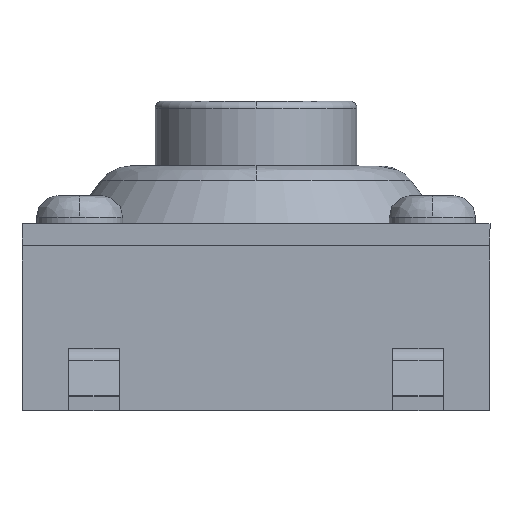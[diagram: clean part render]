
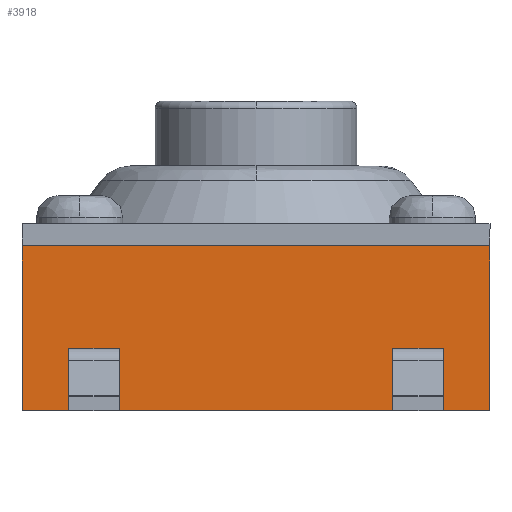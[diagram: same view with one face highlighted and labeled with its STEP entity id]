
A CAD part, left-side view. The second image highlights one B-rep face of the part: STEP entity #3918.
In plain terms, the highlighted planar face has unit normal (-1, 0, 0).
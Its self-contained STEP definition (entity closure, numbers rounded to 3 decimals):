
#16 = DIRECTION ( 'NONE',  ( 0., 1., 0. ) ) ;
#19 = VECTOR ( 'NONE', #407, 1000. ) ;
#51 = ORIENTED_EDGE ( 'NONE', *, *, #1995, .T. ) ;
#86 = VECTOR ( 'NONE', #3855, 1000. ) ;
#110 = VECTOR ( 'NONE', #1849, 1000. ) ;
#243 = ORIENTED_EDGE ( 'NONE', *, *, #1682, .T. ) ;
#270 = ORIENTED_EDGE ( 'NONE', *, *, #846, .F. ) ;
#271 = VECTOR ( 'NONE', #3748, 1000. ) ;
#278 = ORIENTED_EDGE ( 'NONE', *, *, #2173, .T. ) ;
#315 = VECTOR ( 'NONE', #1828, 1000. ) ;
#330 = VERTEX_POINT ( 'NONE', #3396 ) ;
#365 = LINE ( 'NONE', #2188, #315 ) ;
#407 = DIRECTION ( 'NONE',  ( 0., -1., 0. ) ) ;
#444 = LINE ( 'NONE', #1230, #110 ) ;
#449 = LINE ( 'NONE', #963, #271 ) ;
#454 = ORIENTED_EDGE ( 'NONE', *, *, #825, .F. ) ;
#470 = CARTESIAN_POINT ( 'NONE',  ( -3.25, 0., 0.667 ) ) ;
#524 = CARTESIAN_POINT ( 'NONE',  ( -3.25, 0., 0.667 ) ) ;
#655 = CARTESIAN_POINT ( 'NONE',  ( -3.25, 2.6, 0.667 ) ) ;
#680 = LINE ( 'NONE', #3246, #2645 ) ;
#705 = ORIENTED_EDGE ( 'NONE', *, *, #1480, .F. ) ;
#800 = ORIENTED_EDGE ( 'NONE', *, *, #3001, .F. ) ;
#825 = EDGE_CURVE ( 'NONE', #330, #3614, #680, .T. ) ;
#846 = EDGE_CURVE ( 'NONE', #1242, #2587, #1732, .T. ) ;
#963 = CARTESIAN_POINT ( 'NONE',  ( -3.25, 0., 0. ) ) ;
#1017 = CARTESIAN_POINT ( 'NONE',  ( -3.25, 3.25, 0. ) ) ;
#1085 = CARTESIAN_POINT ( 'NONE',  ( -3.25, -3.25, 0. ) ) ;
#1102 = CARTESIAN_POINT ( 'NONE',  ( -3.25, 0., 0.867 ) ) ;
#1107 = VERTEX_POINT ( 'NONE', #655 ) ;
#1138 = DIRECTION ( 'NONE',  ( 0., 1., 0. ) ) ;
#1159 = AXIS2_PLACEMENT_3D ( 'NONE', #1513, #1507, #1503 ) ;
#1197 = VERTEX_POINT ( 'NONE', #2744 ) ;
#1230 = CARTESIAN_POINT ( 'NONE',  ( -3.25, -2.6, 0. ) ) ;
#1242 = VERTEX_POINT ( 'NONE', #3340 ) ;
#1250 = EDGE_CURVE ( 'NONE', #2675, #1746, #449, .T. ) ;
#1367 = EDGE_LOOP ( 'NONE', ( #3186, #454, #2584, #800 ) ) ;
#1448 = EDGE_LOOP ( 'NONE', ( #3489, #243, #278, #51 ) ) ;
#1463 = EDGE_CURVE ( 'NONE', #3614, #1107, #365, .T. ) ;
#1480 = EDGE_CURVE ( 'NONE', #2587, #1487, #444, .T. ) ;
#1487 = VERTEX_POINT ( 'NONE', #3754 ) ;
#1500 = CARTESIAN_POINT ( 'NONE',  ( -3.25, -2.6, 0.667 ) ) ;
#1503 = DIRECTION ( 'NONE',  ( 0., -1., 0. ) ) ;
#1507 = DIRECTION ( 'NONE',  ( -1., 0., 0. ) ) ;
#1509 = VECTOR ( 'NONE', #2735, 1000. ) ;
#1513 = CARTESIAN_POINT ( 'NONE',  ( -3.25, 0., 0. ) ) ;
#1530 = FACE_BOUND ( 'NONE', #1367, .T. ) ;
#1672 = CARTESIAN_POINT ( 'NONE',  ( -3.25, 1.9, 0.667 ) ) ;
#1682 = EDGE_CURVE ( 'NONE', #1746, #1197, #3170, .T. ) ;
#1724 = CARTESIAN_POINT ( 'NONE',  ( -3.25, -1.9, 0. ) ) ;
#1732 = LINE ( 'NONE', #470, #86 ) ;
#1746 = VERTEX_POINT ( 'NONE', #1085 ) ;
#1750 = DIRECTION ( 'NONE',  ( 0., 0., -1. ) ) ;
#1751 = LINE ( 'NONE', #2961, #1509 ) ;
#1761 = EDGE_CURVE ( 'NONE', #1487, #3180, #3592, .T. ) ;
#1828 = DIRECTION ( 'NONE',  ( 0., 0., -1. ) ) ;
#1849 = DIRECTION ( 'NONE',  ( 0., 0., 1. ) ) ;
#1897 = VECTOR ( 'NONE', #3552, 1000. ) ;
#1908 = VECTOR ( 'NONE', #3226, 1000. ) ;
#1995 = EDGE_CURVE ( 'NONE', #1997, #2675, #2422, .T. ) ;
#1997 = VERTEX_POINT ( 'NONE', #3577 ) ;
#2048 = CARTESIAN_POINT ( 'NONE',  ( -3.25, -3.25, 0. ) ) ;
#2117 = LINE ( 'NONE', #524, #19 ) ;
#2127 = EDGE_LOOP ( 'NONE', ( #3875, #2741, #705, #270 ) ) ;
#2173 = EDGE_CURVE ( 'NONE', #1197, #1997, #1751, .T. ) ;
#2188 = CARTESIAN_POINT ( 'NONE',  ( -3.25, 2.6, 0. ) ) ;
#2272 = VECTOR ( 'NONE', #1750, 1000. ) ;
#2364 = LINE ( 'NONE', #1724, #2272 ) ;
#2422 = LINE ( 'NONE', #3608, #1897 ) ;
#2500 = EDGE_CURVE ( 'NONE', #3180, #1242, #2364, .T. ) ;
#2526 = VECTOR ( 'NONE', #3921, 1000. ) ;
#2569 = PLANE ( 'NONE',  #1159 ) ;
#2584 = ORIENTED_EDGE ( 'NONE', *, *, #3487, .F. ) ;
#2587 = VERTEX_POINT ( 'NONE', #1500 ) ;
#2645 = VECTOR ( 'NONE', #1138, 1000. ) ;
#2675 = VERTEX_POINT ( 'NONE', #1017 ) ;
#2735 = DIRECTION ( 'NONE',  ( 0., 1., 0. ) ) ;
#2741 = ORIENTED_EDGE ( 'NONE', *, *, #1761, .F. ) ;
#2744 = CARTESIAN_POINT ( 'NONE',  ( -3.25, -3.25, 2.29 ) ) ;
#2901 = CARTESIAN_POINT ( 'NONE',  ( -3.25, 2.6, 0.867 ) ) ;
#2961 = CARTESIAN_POINT ( 'NONE',  ( -3.25, 0., 2.29 ) ) ;
#2983 = LINE ( 'NONE', #3218, #1908 ) ;
#3001 = EDGE_CURVE ( 'NONE', #1107, #3892, #2117, .T. ) ;
#3170 = LINE ( 'NONE', #2048, #2526 ) ;
#3180 = VERTEX_POINT ( 'NONE', #3888 ) ;
#3186 = ORIENTED_EDGE ( 'NONE', *, *, #1463, .F. ) ;
#3218 = CARTESIAN_POINT ( 'NONE',  ( -3.25, 1.9, 0. ) ) ;
#3226 = DIRECTION ( 'NONE',  ( 0., 0., 1. ) ) ;
#3246 = CARTESIAN_POINT ( 'NONE',  ( -3.25, 0., 0.867 ) ) ;
#3307 = FACE_OUTER_BOUND ( 'NONE', #1448, .T. ) ;
#3313 = FACE_BOUND ( 'NONE', #2127, .T. ) ;
#3340 = CARTESIAN_POINT ( 'NONE',  ( -3.25, -1.9, 0.667 ) ) ;
#3396 = CARTESIAN_POINT ( 'NONE',  ( -3.25, 1.9, 0.867 ) ) ;
#3487 = EDGE_CURVE ( 'NONE', #3892, #330, #2983, .T. ) ;
#3489 = ORIENTED_EDGE ( 'NONE', *, *, #1250, .T. ) ;
#3552 = DIRECTION ( 'NONE',  ( 0., 0., -1. ) ) ;
#3577 = CARTESIAN_POINT ( 'NONE',  ( -3.25, 3.25, 2.29 ) ) ;
#3592 = LINE ( 'NONE', #1102, #3925 ) ;
#3608 = CARTESIAN_POINT ( 'NONE',  ( -3.25, 3.25, 0. ) ) ;
#3614 = VERTEX_POINT ( 'NONE', #2901 ) ;
#3748 = DIRECTION ( 'NONE',  ( 0., -1., 0. ) ) ;
#3754 = CARTESIAN_POINT ( 'NONE',  ( -3.25, -2.6, 0.867 ) ) ;
#3855 = DIRECTION ( 'NONE',  ( 0., -1., 0. ) ) ;
#3875 = ORIENTED_EDGE ( 'NONE', *, *, #2500, .F. ) ;
#3888 = CARTESIAN_POINT ( 'NONE',  ( -3.25, -1.9, 0.867 ) ) ;
#3892 = VERTEX_POINT ( 'NONE', #1672 ) ;
#3918 = ADVANCED_FACE ( 'NONE', ( #1530, #3313, #3307 ), #2569, .T. ) ;
#3921 = DIRECTION ( 'NONE',  ( 0., 0., 1. ) ) ;
#3925 = VECTOR ( 'NONE', #16, 1000. ) ;
